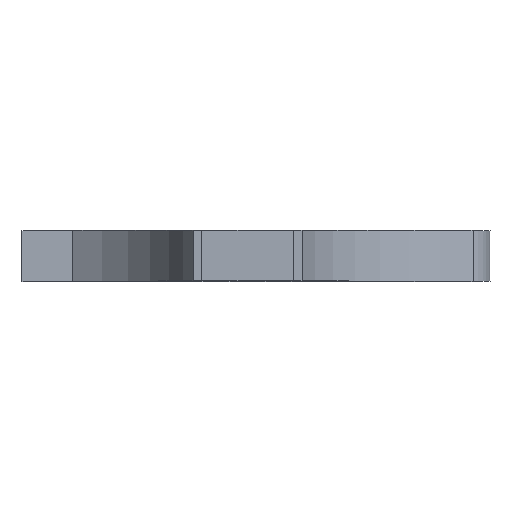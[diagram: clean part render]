
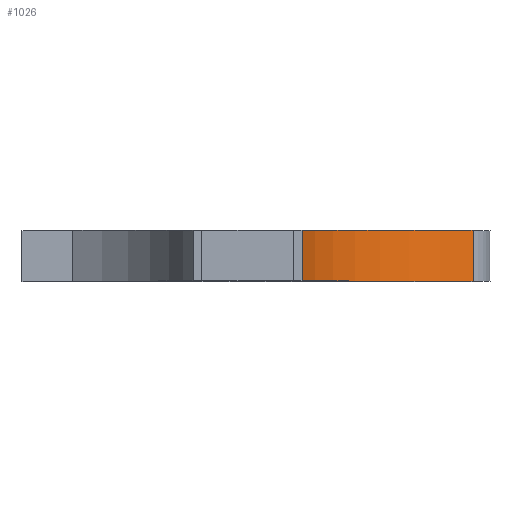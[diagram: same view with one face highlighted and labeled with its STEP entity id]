
A CAD part, top view. The second image highlights one B-rep face of the part: STEP entity #1026.
In plain terms, the highlighted cylindrical face has radius 18 mm (diameter 36 mm), a partial arc.
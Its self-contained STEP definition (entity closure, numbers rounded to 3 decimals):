
#8 = CIRCLE ( 'NONE', #427, 18. ) ;
#63 = DIRECTION ( 'NONE',  ( 0., 0., -1. ) ) ;
#87 = DIRECTION ( 'NONE',  ( 0., -1., 0. ) ) ;
#91 = CARTESIAN_POINT ( 'NONE',  ( 21.394, 2., 18.637 ) ) ;
#243 = CARTESIAN_POINT ( 'NONE',  ( 17.8, -2., 1. ) ) ;
#333 = AXIS2_PLACEMENT_3D ( 'NONE', #714, #729, #713 ) ;
#348 = CARTESIAN_POINT ( 'NONE',  ( 17.8, 2., 1. ) ) ;
#349 = AXIS2_PLACEMENT_3D ( 'NONE', #784, #785, #797 ) ;
#350 = DIRECTION ( 'NONE',  ( 0., -1., 0. ) ) ;
#351 = CARTESIAN_POINT ( 'NONE',  ( 4.3, 2., 13. ) ) ;
#360 = DIRECTION ( 'NONE',  ( 0., -1., 0. ) ) ;
#427 = AXIS2_PLACEMENT_3D ( 'NONE', #91, #87, #63 ) ;
#457 = ORIENTED_EDGE ( 'NONE', *, *, #1046, .T. ) ;
#460 = ORIENTED_EDGE ( 'NONE', *, *, #1289, .F. ) ;
#462 = ORIENTED_EDGE ( 'NONE', *, *, #906, .F. ) ;
#464 = ORIENTED_EDGE ( 'NONE', *, *, #1279, .T. ) ;
#478 = LINE ( 'NONE', #348, #911 ) ;
#480 = CARTESIAN_POINT ( 'NONE',  ( 4.3, -2., 13. ) ) ;
#488 = CARTESIAN_POINT ( 'NONE',  ( 17.8, 2., 1. ) ) ;
#596 = CYLINDRICAL_SURFACE ( 'NONE', #333, 18. ) ;
#626 = CIRCLE ( 'NONE', #349, 18. ) ;
#713 = DIRECTION ( 'NONE',  ( 0., 0., -1. ) ) ;
#714 = CARTESIAN_POINT ( 'NONE',  ( 21.394, 2., 18.637 ) ) ;
#721 = VERTEX_POINT ( 'NONE', #1357 ) ;
#729 = DIRECTION ( 'NONE',  ( 0., -1., 0. ) ) ;
#784 = CARTESIAN_POINT ( 'NONE',  ( 21.394, -2., 18.637 ) ) ;
#785 = DIRECTION ( 'NONE',  ( 0., -1., 0. ) ) ;
#797 = DIRECTION ( 'NONE',  ( 0., 0., -1. ) ) ;
#906 = EDGE_CURVE ( 'NONE', #721, #1140, #8, .T. ) ;
#911 = VECTOR ( 'NONE', #350, 1000. ) ;
#1026 = ADVANCED_FACE ( 'NONE', ( #1207 ), #596, .F. ) ;
#1046 = EDGE_CURVE ( 'NONE', #1158, #1439, #626, .T. ) ;
#1104 = VECTOR ( 'NONE', #360, 1000. ) ;
#1140 = VERTEX_POINT ( 'NONE', #488 ) ;
#1158 = VERTEX_POINT ( 'NONE', #480 ) ;
#1200 = EDGE_LOOP ( 'NONE', ( #457, #460, #462, #464 ) ) ;
#1207 = FACE_OUTER_BOUND ( 'NONE', #1200, .T. ) ;
#1279 = EDGE_CURVE ( 'NONE', #721, #1158, #1480, .T. ) ;
#1289 = EDGE_CURVE ( 'NONE', #1140, #1439, #478, .T. ) ;
#1357 = CARTESIAN_POINT ( 'NONE',  ( 4.3, 2., 13. ) ) ;
#1439 = VERTEX_POINT ( 'NONE', #243 ) ;
#1480 = LINE ( 'NONE', #351, #1104 ) ;
